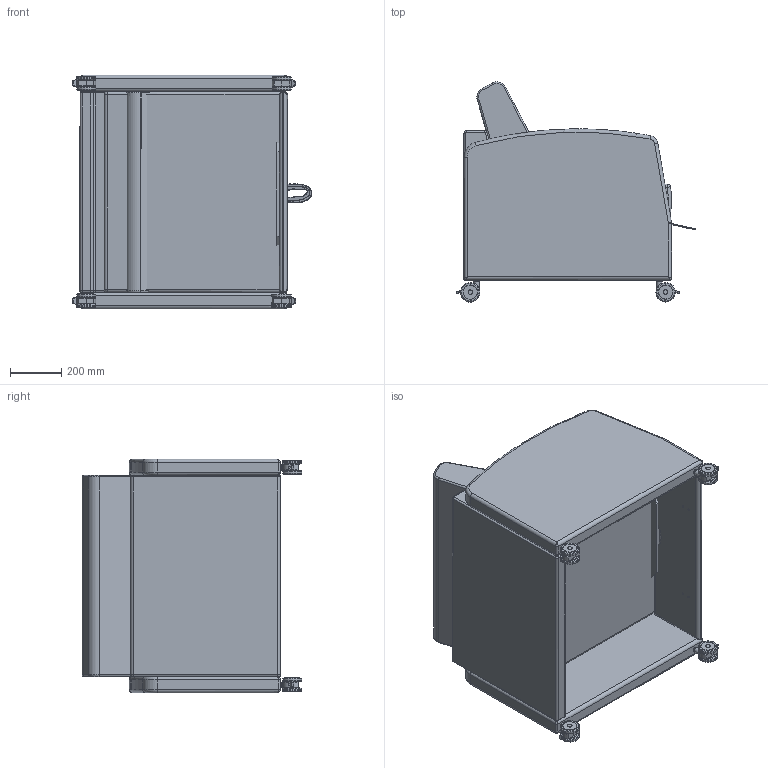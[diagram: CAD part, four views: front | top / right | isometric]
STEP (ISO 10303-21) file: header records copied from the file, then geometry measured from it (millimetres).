
FILE_DESCRIPTION(/* description */ (''),/* implementation_level */ '2;1');
FILE_NAME(/* name */ 'E0800F sitting.stp',/* time_stamp */ '2017-01-25T11:19:31-05:00',/* author */ ('emerkel'),/* organization */ (''),/* preprocessor_version */ 'ST-DEVELOPER v16.5',/* originating_system */ 'Autodesk Inventor 2017',/* authorisation */ '');
FILE_SCHEMA (('AUTOMOTIVE_DESIGN { 1 0 10303 214 3 1 1 }'));
Length unit declared in the file: inch
Products named in the file (14): E0800F sitting; E0800 UARM L; E0800 UARM R; USEATX 0800; USEAT 0800; UPOUT 0700; UFBACK 0700; UOBACK 0700; CAST COL 3"LC; CAST COL LOCK; CAST COL 3IN CENTER; CAST COL 3IN WHEEL; CAST COL 3IN INNER WHEEL; CSTR STEM 1.5C
Assembly tree (18 placements, depth 3):
  E0800F sitting
    E0800 UARM L
    E0800 UARM R
    USEATX 0800
    USEAT 0800
    UPOUT 0700
    UFBACK 0700
    UOBACK 0700
    CAST COL 3"LC  x4
      CAST COL 3IN WHEEL
      CAST COL LOCK
      CAST COL 3IN CENTER
      CAST COL 3IN INNER WHEEL
      CSTR STEM 1.5C
Bounding box: 938.06 x 860.61 x 915.02 mm (x, y, z)
Volume: 279384042.2 mm3; surface area: 7724839.5 mm2
Topology: 35 solids, 35 shells, 894 faces, 1940 edges, 1150 vertices
Faces by surface type: cylinder 341, plane 222, torus 195, bspline 76, sphere 48, cone 12
Full cylindrical faces by diameter (mm): 7.938 x11, 8.89 x4, 9.525 x4, 10.998 x4, 17.462 x4, 17.475 x4, 17.526 x8, 20.747 x4, 55.88 x8, 55.956 x8, 75.006 x8
Entity records: 21080 total; most frequent: CARTESIAN_POINT 10995, DIRECTION 2112, ORIENTED_EDGE 1924, EDGE_CURVE 962, AXIS2_PLACEMENT_3D 884, VERTEX_POINT 583, EDGE_LOOP 515, FACE_OUTER_BOUND 453
